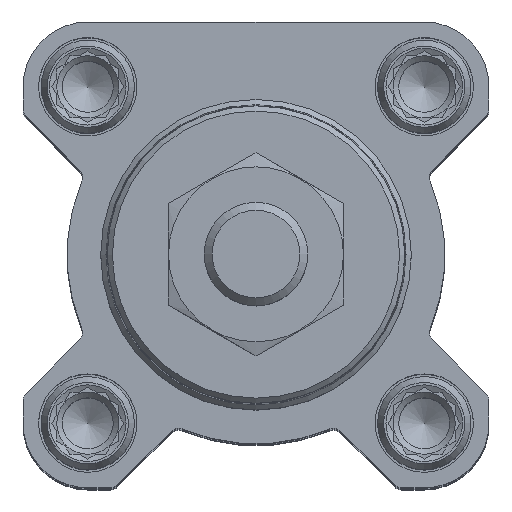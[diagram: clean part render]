
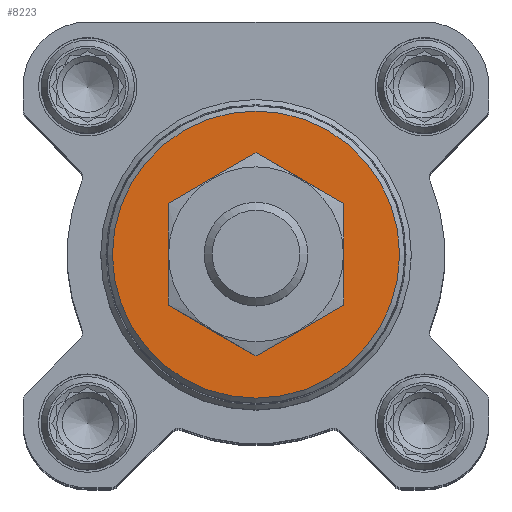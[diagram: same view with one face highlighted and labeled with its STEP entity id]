
A CAD part, top view. The second image highlights one B-rep face of the part: STEP entity #8223.
In plain terms, the highlighted planar face has unit normal (0, 0, 1).
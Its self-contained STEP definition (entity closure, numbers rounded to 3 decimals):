
#1548=PLANE('',#8940);
#1977=CIRCLE('',#8941,13.869);
#1978=CIRCLE('',#8942,6.);
#3216=ORIENTED_EDGE('',*,*,#5133,.F.);
#3217=ORIENTED_EDGE('',*,*,#5134,.T.);
#5133=EDGE_CURVE('',#6168,#6168,#1977,.T.);
#5134=EDGE_CURVE('',#6169,#6169,#1978,.T.);
#6168=VERTEX_POINT('',#13575);
#6169=VERTEX_POINT('',#13577);
#6884=EDGE_LOOP('',(#3216));
#6885=EDGE_LOOP('',(#3217));
#7497=FACE_BOUND('',#6884,.T.);
#7498=FACE_BOUND('',#6885,.T.);
#8223=ADVANCED_FACE('',(#7497,#7498),#1548,.F.);
#8940=AXIS2_PLACEMENT_3D('',#13573,#10375,#10376);
#8941=AXIS2_PLACEMENT_3D('',#13574,#10377,#10378);
#8942=AXIS2_PLACEMENT_3D('',#13576,#10379,#10380);
#10375=DIRECTION('',(0.,0.,-1.));
#10376=DIRECTION('',(-1.,0.,0.));
#10377=DIRECTION('',(0.,0.,-1.));
#10378=DIRECTION('',(-1.,0.,0.));
#10379=DIRECTION('',(0.,0.,-1.));
#10380=DIRECTION('',(-1.,0.,0.));
#13573=CARTESIAN_POINT('',(0.,0.,18.));
#13574=CARTESIAN_POINT('',(0.,0.,18.));
#13575=CARTESIAN_POINT('',(-13.869,0.,18.));
#13576=CARTESIAN_POINT('',(0.,0.,18.));
#13577=CARTESIAN_POINT('',(-6.,0.,18.));
